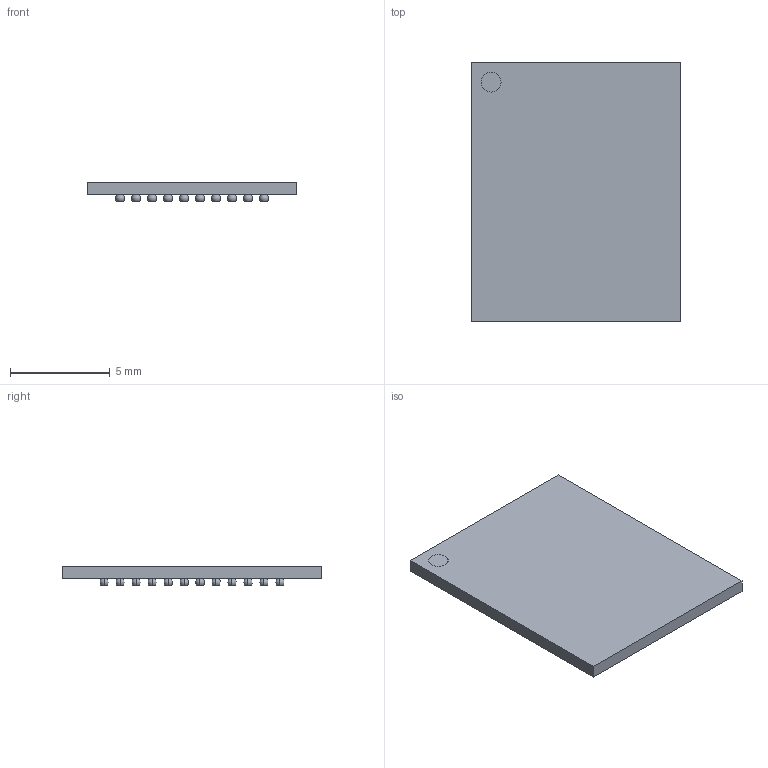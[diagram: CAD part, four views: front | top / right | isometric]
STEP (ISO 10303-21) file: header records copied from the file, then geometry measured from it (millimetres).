
FILE_DESCRIPTION((''),'2;1');
FILE_NAME('BGA63C80P10X12_1050X1300X100.stp','2012-04-26T09:57:16',(''),(''),'Mechanical Desktop 2011','Mechanical Desktop 2011',', , ');
FILE_SCHEMA(('AUTOMOTIVE_DESIGN { 1 2 10303 214 1 1 1 1 }'));
Length unit declared in the file: millimetre
Products named in the file (1): Product
Bounding box: 10.5 x 13 x 1 mm (x, y, z)
Volume: 91.5 mm3; surface area: 344.5 mm2
Topology: 65 solids, 65 shells, 265 faces, 528 edges, 394 vertices
Faces by surface type: plane 135, sphere 126, cylinder 4
Entity records: 7377 total; most frequent: DIRECTION 1572, CARTESIAN_POINT 1188, ORIENTED_EDGE 1056, AXIS2_PLACEMENT_3D 778, EDGE_CURVE 528, CIRCLE 512, VERTEX_POINT 394, EDGE_LOOP 266
